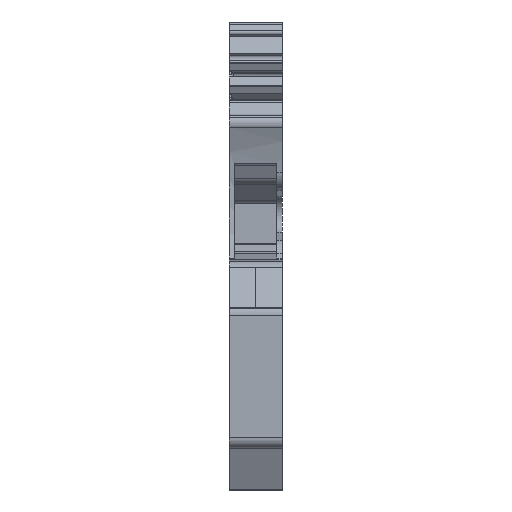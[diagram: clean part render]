
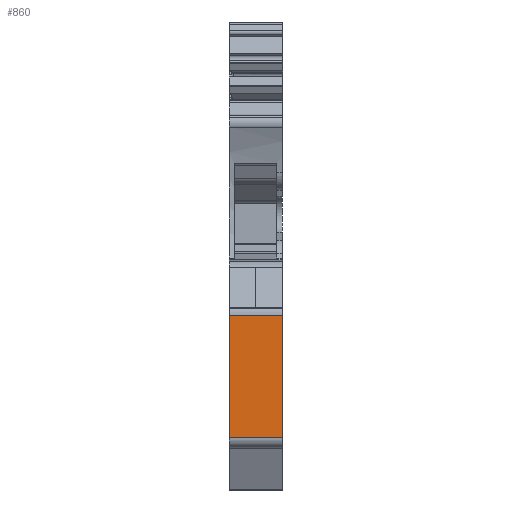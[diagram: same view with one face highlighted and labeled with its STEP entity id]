
A CAD part, front view. The second image highlights one B-rep face of the part: STEP entity #860.
In plain terms, the highlighted planar face has unit normal (0, -1, 0).
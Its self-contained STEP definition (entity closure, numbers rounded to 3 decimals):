
#833=AXIS2_PLACEMENT_3D('Plane Axis2P3D',#830,#831,#832) ;
#808=CARTESIAN_POINT('Vertex',(0.,0.,16.516)) ;
#811=CARTESIAN_POINT('Line Origine',(2.515,0.,16.516)) ;
#815=CARTESIAN_POINT('Vertex',(5.03,0.,16.516)) ;
#830=CARTESIAN_POINT('Axis2P3D Location',(0.,0.,4.93)) ;
#835=CARTESIAN_POINT('Line Origine',(0.,0.,10.723)) ;
#839=CARTESIAN_POINT('Vertex',(0.,0.,4.93)) ;
#842=CARTESIAN_POINT('Line Origine',(2.515,0.,4.93)) ;
#846=CARTESIAN_POINT('Vertex',(5.03,0.,4.93)) ;
#849=CARTESIAN_POINT('Line Origine',(5.03,0.,10.723)) ;
#812=DIRECTION('Vector Direction',(1.,0.,0.)) ;
#831=DIRECTION('Axis2P3D Direction',(0.,1.,0.)) ;
#832=DIRECTION('Axis2P3D XDirection',(0.,0.,1.)) ;
#836=DIRECTION('Vector Direction',(0.,0.,1.)) ;
#843=DIRECTION('Vector Direction',(1.,0.,0.)) ;
#850=DIRECTION('Vector Direction',(0.,0.,1.)) ;
#813=VECTOR('Line Direction',#812,1.) ;
#837=VECTOR('Line Direction',#836,1.) ;
#844=VECTOR('Line Direction',#843,1.) ;
#851=VECTOR('Line Direction',#850,1.) ;
#855=ORIENTED_EDGE('',*,*,#817,.F.) ;
#856=ORIENTED_EDGE('',*,*,#841,.T.) ;
#857=ORIENTED_EDGE('',*,*,#848,.T.) ;
#858=ORIENTED_EDGE('',*,*,#853,.F.) ;
#860=ADVANCED_FACE('KLTR',(#859),#834,.F.) ;
#817=EDGE_CURVE('',#809,#816,#814,.T.) ;
#841=EDGE_CURVE('',#809,#840,#838,.F.) ;
#848=EDGE_CURVE('',#840,#847,#845,.T.) ;
#853=EDGE_CURVE('',#816,#847,#852,.F.) ;
#854=EDGE_LOOP('',(#855,#856,#857,#858)) ;
#859=FACE_OUTER_BOUND('',#854,.T.) ;
#814=LINE('Line',#811,#813) ;
#838=LINE('Line',#835,#837) ;
#845=LINE('Line',#842,#844) ;
#852=LINE('Line',#849,#851) ;
#834=PLANE('',#833) ;
#809=VERTEX_POINT('',#808) ;
#816=VERTEX_POINT('',#815) ;
#840=VERTEX_POINT('',#839) ;
#847=VERTEX_POINT('',#846) ;
